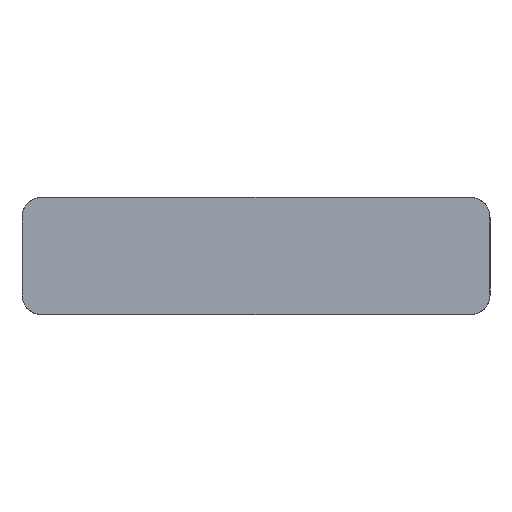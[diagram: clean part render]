
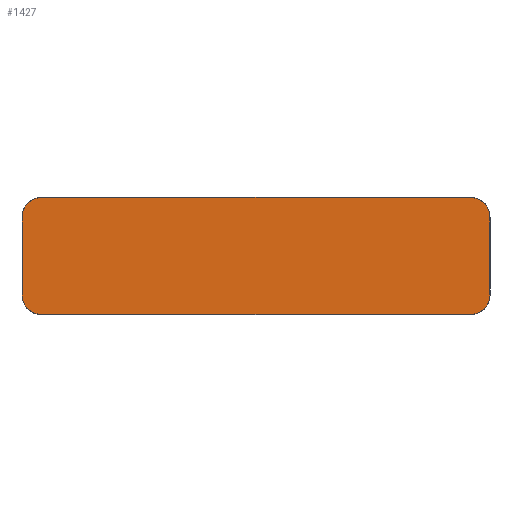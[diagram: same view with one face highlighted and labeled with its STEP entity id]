
A CAD part, top view. The second image highlights one B-rep face of the part: STEP entity #1427.
In plain terms, the highlighted planar face has unit normal (0, 0, 1).
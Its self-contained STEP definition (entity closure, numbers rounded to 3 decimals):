
#56 = LINE ( 'NONE', #901, #753 ) ;
#63 = CARTESIAN_POINT ( 'NONE',  ( -27.5, -5., 10. ) ) ;
#65 = CARTESIAN_POINT ( 'NONE',  ( 27.5, 7.5, 10. ) ) ;
#71 = CARTESIAN_POINT ( 'NONE',  ( 30., -5., 10. ) ) ;
#84 = LINE ( 'NONE', #1520, #414 ) ;
#95 = DIRECTION ( 'NONE',  ( 0., 0., 1. ) ) ;
#106 = CARTESIAN_POINT ( 'NONE',  ( -27.5, 7.5, 10. ) ) ;
#119 = DIRECTION ( 'NONE',  ( 0., 0., 1. ) ) ;
#127 = ORIENTED_EDGE ( 'NONE', *, *, #1798, .T. ) ;
#172 = VECTOR ( 'NONE', #1778, 1000. ) ;
#196 = CARTESIAN_POINT ( 'NONE',  ( -27.5, -7.5, 10. ) ) ;
#206 = DIRECTION ( 'NONE',  ( 1., 0., 0. ) ) ;
#273 = CARTESIAN_POINT ( 'NONE',  ( 27.5, -5., 10. ) ) ;
#309 = VERTEX_POINT ( 'NONE', #65 ) ;
#353 = EDGE_CURVE ( 'NONE', #309, #374, #84, .T. ) ;
#374 = VERTEX_POINT ( 'NONE', #106 ) ;
#414 = VECTOR ( 'NONE', #1610, 1000. ) ;
#417 = ORIENTED_EDGE ( 'NONE', *, *, #353, .T. ) ;
#432 = CIRCLE ( 'NONE', #1779, 2.5 ) ;
#462 = CARTESIAN_POINT ( 'NONE',  ( -30., 5., 10. ) ) ;
#475 = CIRCLE ( 'NONE', #1000, 2.5 ) ;
#491 = ORIENTED_EDGE ( 'NONE', *, *, #1672, .T. ) ;
#508 = VERTEX_POINT ( 'NONE', #1557 ) ;
#510 = PLANE ( 'NONE',  #1336 ) ;
#523 = ORIENTED_EDGE ( 'NONE', *, *, #547, .T. ) ;
#547 = EDGE_CURVE ( 'NONE', #977, #775, #432, .T. ) ;
#581 = FACE_OUTER_BOUND ( 'NONE', #1616, .T. ) ;
#604 = ORIENTED_EDGE ( 'NONE', *, *, #1829, .T. ) ;
#656 = EDGE_CURVE ( 'NONE', #508, #309, #1724, .T. ) ;
#700 = EDGE_CURVE ( 'NONE', #1323, #977, #1296, .T. ) ;
#723 = CARTESIAN_POINT ( 'NONE',  ( -27.5, 5., 10. ) ) ;
#753 = VECTOR ( 'NONE', #763, 1000. ) ;
#763 = DIRECTION ( 'NONE',  ( 0., -1., 0. ) ) ;
#775 = VERTEX_POINT ( 'NONE', #71 ) ;
#790 = CARTESIAN_POINT ( 'NONE',  ( 27.5, -5., 10. ) ) ;
#839 = VECTOR ( 'NONE', #1582, 1000. ) ;
#855 = CARTESIAN_POINT ( 'NONE',  ( 30., -5., 10. ) ) ;
#871 = VERTEX_POINT ( 'NONE', #462 ) ;
#875 = DIRECTION ( 'NONE',  ( 1., 0., 0. ) ) ;
#901 = CARTESIAN_POINT ( 'NONE',  ( -30., 5., 10. ) ) ;
#928 = DIRECTION ( 'NONE',  ( 1., 0., 0. ) ) ;
#938 = DIRECTION ( 'NONE',  ( 1., 0., 0. ) ) ;
#961 = DIRECTION ( 'NONE',  ( 1., 0., 0. ) ) ;
#977 = VERTEX_POINT ( 'NONE', #1149 ) ;
#984 = EDGE_CURVE ( 'NONE', #775, #508, #1224, .T. ) ;
#1000 = AXIS2_PLACEMENT_3D ( 'NONE', #63, #1037, #206 ) ;
#1025 = ORIENTED_EDGE ( 'NONE', *, *, #656, .T. ) ;
#1037 = DIRECTION ( 'NONE',  ( 0., 0., 1. ) ) ;
#1060 = CARTESIAN_POINT ( 'NONE',  ( -27.5, -7.5, 10. ) ) ;
#1071 = CARTESIAN_POINT ( 'NONE',  ( 27.5, 5., 10. ) ) ;
#1120 = VERTEX_POINT ( 'NONE', #1129 ) ;
#1129 = CARTESIAN_POINT ( 'NONE',  ( -30., -5., 10. ) ) ;
#1149 = CARTESIAN_POINT ( 'NONE',  ( 27.5, -7.5, 10. ) ) ;
#1157 = ORIENTED_EDGE ( 'NONE', *, *, #700, .T. ) ;
#1188 = ORIENTED_EDGE ( 'NONE', *, *, #984, .T. ) ;
#1224 = LINE ( 'NONE', #855, #839 ) ;
#1296 = LINE ( 'NONE', #1060, #172 ) ;
#1323 = VERTEX_POINT ( 'NONE', #196 ) ;
#1336 = AXIS2_PLACEMENT_3D ( 'NONE', #790, #1799, #938 ) ;
#1427 = ADVANCED_FACE ( 'NONE', ( #581 ), #510, .T. ) ;
#1520 = CARTESIAN_POINT ( 'NONE',  ( 27.5, 7.5, 10. ) ) ;
#1526 = AXIS2_PLACEMENT_3D ( 'NONE', #723, #1734, #875 ) ;
#1557 = CARTESIAN_POINT ( 'NONE',  ( 30., 5., 10. ) ) ;
#1582 = DIRECTION ( 'NONE',  ( 0., 1., 0. ) ) ;
#1610 = DIRECTION ( 'NONE',  ( -1., 0., 0. ) ) ;
#1616 = EDGE_LOOP ( 'NONE', ( #523, #1188, #1025, #417, #491, #604, #127, #1157 ) ) ;
#1672 = EDGE_CURVE ( 'NONE', #374, #871, #1746, .T. ) ;
#1724 = CIRCLE ( 'NONE', #1793, 2.5 ) ;
#1734 = DIRECTION ( 'NONE',  ( 0., 0., 1. ) ) ;
#1746 = CIRCLE ( 'NONE', #1526, 2.5 ) ;
#1778 = DIRECTION ( 'NONE',  ( 1., 0., 0. ) ) ;
#1779 = AXIS2_PLACEMENT_3D ( 'NONE', #273, #119, #961 ) ;
#1793 = AXIS2_PLACEMENT_3D ( 'NONE', #1071, #95, #928 ) ;
#1798 = EDGE_CURVE ( 'NONE', #1120, #1323, #475, .T. ) ;
#1799 = DIRECTION ( 'NONE',  ( 0., 0., 1. ) ) ;
#1829 = EDGE_CURVE ( 'NONE', #871, #1120, #56, .T. ) ;
